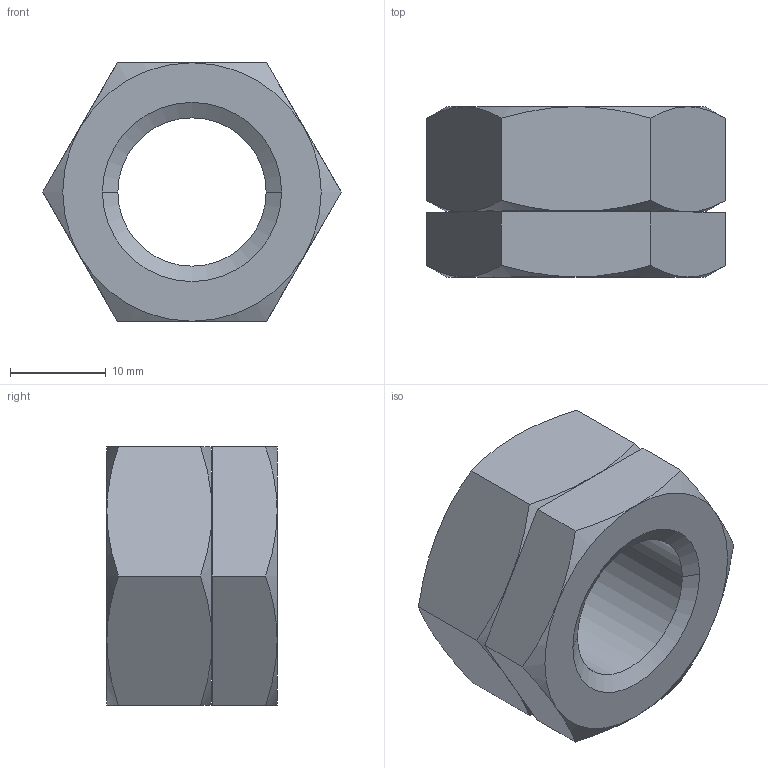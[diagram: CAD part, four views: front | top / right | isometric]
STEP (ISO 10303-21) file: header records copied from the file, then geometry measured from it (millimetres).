
FILE_DESCRIPTION((''),'2;1');
FILE_NAME('0RTHN018_____0','2019-10-29T14:18:03',('kim.bk'),(''),'CREO PARAMETRIC BY PTC INC, 2019010','CREO PARAMETRIC BY PTC INC, 2019010','');
FILE_SCHEMA(('CONFIG_CONTROL_DESIGN'));
Length unit declared in the file: millimetre
Products named in the file (1): 0RTHN018_____0
Bounding box: 31.18 x 17.8 x 27 mm (x, y, z)
Volume: 7685.5 mm3; surface area: 4751 mm2
Topology: 2 solids, 2 shells, 328 faces, 899 edges, 594 vertices
Faces by surface type: plane 298, cone 26, cylinder 4
Entity records: 10393 total; most frequent: CARTESIAN_POINT 2049, ORIENTED_EDGE 1798, DIRECTION 1557, EDGE_CURVE 899, VECTOR 825, LINE 825, VERTEX_POINT 594, AXIS2_PLACEMENT_3D 366
